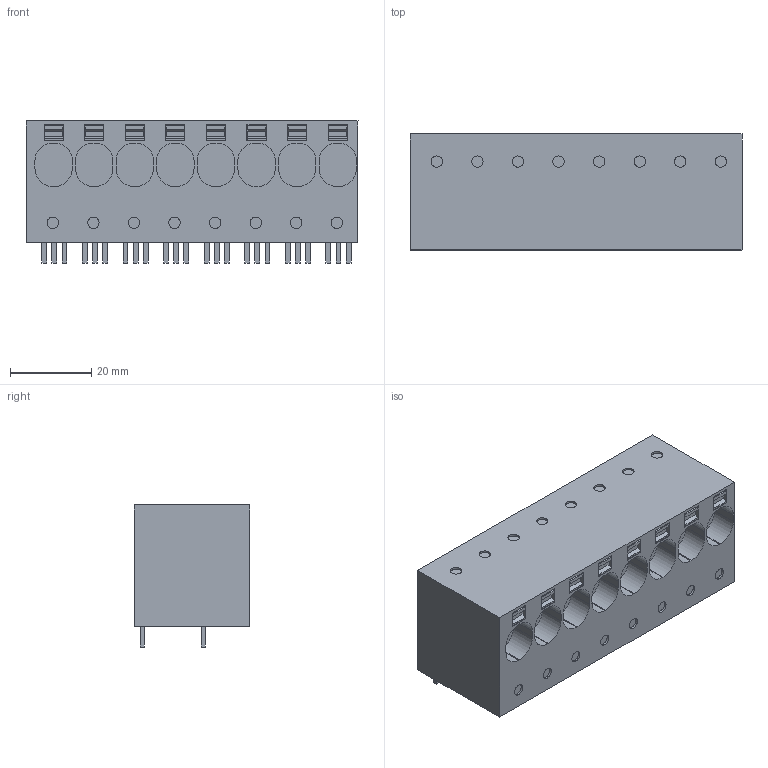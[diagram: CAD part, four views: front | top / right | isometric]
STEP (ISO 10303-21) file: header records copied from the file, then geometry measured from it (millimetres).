
FILE_DESCRIPTION(('CATIA V5 STEP Exchange','CAx-IF Rec.Pracs.--- Model Styling and Organization---1.2---2011-12-15'),'2;1');
FILE_NAME ('D1462940_0_2500510000_2500510000.stp','2018-03-29T09:42:49+00:00',('none'),('Weidmueller'),'CATIA Version 5-6 Release 2014','CATIA V5 STEP AP214','none');
FILE_SCHEMA(('AUTOMOTIVE_DESIGN { 1 0 10303 214 1 1 1 1 }'));
Length unit declared in the file: millimetre
Products named in the file (1): 2500510000
Bounding box: 81.8 x 28.55 x 35 mm (x, y, z)
Volume: 62842.3 mm3; surface area: 16010.4 mm2
Topology: 17 solids, 17 shells, 454 faces, 1140 edges, 760 vertices
Faces by surface type: plane 358, cylinder 96
Entity records: 13104 total; most frequent: CARTESIAN_POINT 2343, ORIENTED_EDGE 2280, DIRECTION 1783, EDGE_CURVE 1140, VECTOR 948, LINE 948, VERTEX_POINT 760, AXIS2_PLACEMENT_3D 509
